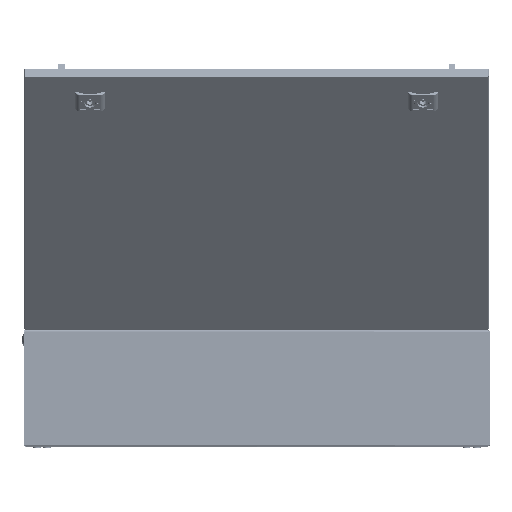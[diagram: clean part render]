
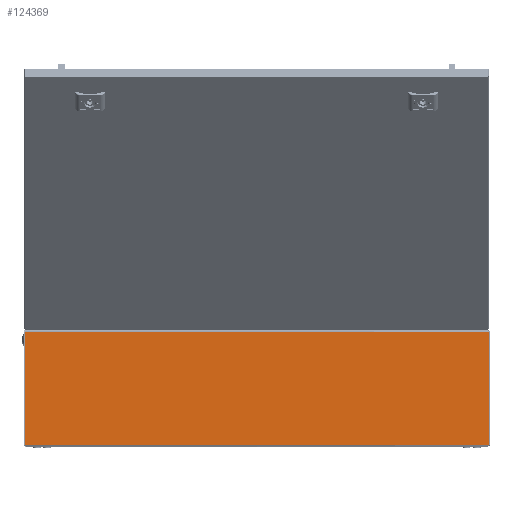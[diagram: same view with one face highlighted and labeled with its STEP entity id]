
A CAD part, front view. The second image highlights one B-rep face of the part: STEP entity #124369.
In plain terms, the highlighted planar face has unit normal (0, -1, 0).
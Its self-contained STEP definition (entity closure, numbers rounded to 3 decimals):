
#37096 = ORIENTED_EDGE ( 'NONE', *, *, #148006, .T. ) ;
#37098 = ORIENTED_EDGE ( 'NONE', *, *, #148001, .F. ) ;
#37100 = ORIENTED_EDGE ( 'NONE', *, *, #148022, .F. ) ;
#37102 = ORIENTED_EDGE ( 'NONE', *, *, #147996, .T. ) ;
#63720 = VECTOR ( 'NONE', #66061, 1000. ) ;
#63722 = VECTOR ( 'NONE', #66099, 1000. ) ;
#63727 = VECTOR ( 'NONE', #66127, 1000. ) ;
#63731 = VECTOR ( 'NONE', #68230, 1000. ) ;
#66051 = LINE ( 'NONE', #66057, #63720 ) ;
#66057 = CARTESIAN_POINT ( 'NONE',  ( 348.4, -250., 1.5 ) ) ;
#66061 = DIRECTION ( 'NONE',  ( 0., 0., 1. ) ) ;
#66087 = LINE ( 'NONE', #66095, #63722 ) ;
#66095 = CARTESIAN_POINT ( 'NONE',  ( -348.4, -250., 1.5 ) ) ;
#66099 = DIRECTION ( 'NONE',  ( 0., 0., 1. ) ) ;
#66116 = LINE ( 'NONE', #66123, #63727 ) ;
#66123 = CARTESIAN_POINT ( 'NONE',  ( 347.793, -250., 170.5 ) ) ;
#66127 = DIRECTION ( 'NONE',  ( -1., 0., 0. ) ) ;
#66194 = LINE ( 'NONE', #68228, #63731 ) ;
#67245 = EDGE_LOOP ( 'NONE', ( #37096, #37098, #37100, #37102 ) ) ;
#68228 = CARTESIAN_POINT ( 'NONE',  ( -348.5, -250., 1.5 ) ) ;
#68230 = DIRECTION ( 'NONE',  ( -1., 0., 0. ) ) ;
#84516 = CARTESIAN_POINT ( 'NONE',  ( -348.5, -250., 172. ) ) ;
#84519 = FACE_OUTER_BOUND ( 'NONE', #67245, .T. ) ;
#84520 = PLANE ( 'NONE',  #95548 ) ;
#84523 = DIRECTION ( 'NONE',  ( 0., 1., 0. ) ) ;
#84524 = DIRECTION ( 'NONE',  ( 0., 0., 1. ) ) ;
#91015 = CARTESIAN_POINT ( 'NONE',  ( -348.4, -250., 170.5 ) ) ;
#91017 = CARTESIAN_POINT ( 'NONE',  ( -348.4, -250., 1.5 ) ) ;
#91025 = CARTESIAN_POINT ( 'NONE',  ( 348.4, -250., 170.5 ) ) ;
#91029 = CARTESIAN_POINT ( 'NONE',  ( 348.4, -250., 1.5 ) ) ;
#95548 = AXIS2_PLACEMENT_3D ( 'NONE', #84516, #84523, #84524 ) ;
#116399 = VERTEX_POINT ( 'NONE', #91015 ) ;
#116400 = VERTEX_POINT ( 'NONE', #91017 ) ;
#116404 = VERTEX_POINT ( 'NONE', #91025 ) ;
#116406 = VERTEX_POINT ( 'NONE', #91029 ) ;
#124369 = ADVANCED_FACE ( 'NONE', ( #84519 ), #84520, .F. ) ;
#147996 = EDGE_CURVE ( 'NONE', #116406, #116404, #66051, .T. ) ;
#148001 = EDGE_CURVE ( 'NONE', #116400, #116399, #66087, .T. ) ;
#148006 = EDGE_CURVE ( 'NONE', #116404, #116399, #66116, .T. ) ;
#148022 = EDGE_CURVE ( 'NONE', #116406, #116400, #66194, .T. ) ;
